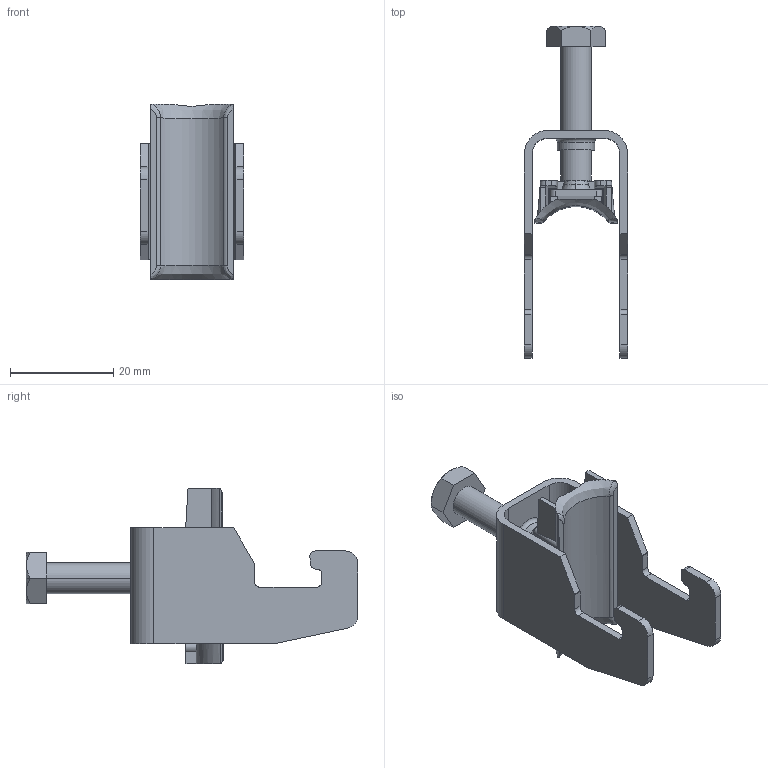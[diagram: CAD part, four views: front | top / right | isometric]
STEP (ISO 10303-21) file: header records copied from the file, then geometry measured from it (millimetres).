
FILE_DESCRIPTION (( 'STEP AP214' ), '1' );
FILE_NAME ('1186909_KSTP1.stp', '2026-04-02T07:28:27', ( '' ), ( '' ), 'SwSTEP 2.0', 'SolidWorks 2024', '' );
FILE_SCHEMA (( 'AUTOMOTIVE_DESIGN' ));
Length unit declared in the file: millimetre
Products named in the file (5): EB101-00-04_Standard; 1186909_KSTP1; 157107_1Fach; 142951_M6 x 26; EB101-03-02_Standard
Assembly tree (4 placements, depth 2):
  1186909_KSTP1
    157107_1Fach
    142951_M6 x 26
    EB101-00-04_Standard
    EB101-03-02_Standard
Bounding box: 20 x 64.25 x 34.04 mm (x, y, z)
Volume: 5606.5 mm3; surface area: 7621.9 mm2
Topology: 4 solids, 4 shells, 223 faces, 589 edges, 379 vertices
Faces by surface type: plane 132, cylinder 67, cone 10, torus 8, bspline 6
Entity records: 7503 total; most frequent: CARTESIAN_POINT 1871, ORIENTED_EDGE 1174, DIRECTION 1125, EDGE_CURVE 587, VERTEX_POINT 379, AXIS2_PLACEMENT_3D 379, LINE 367, VECTOR 367
